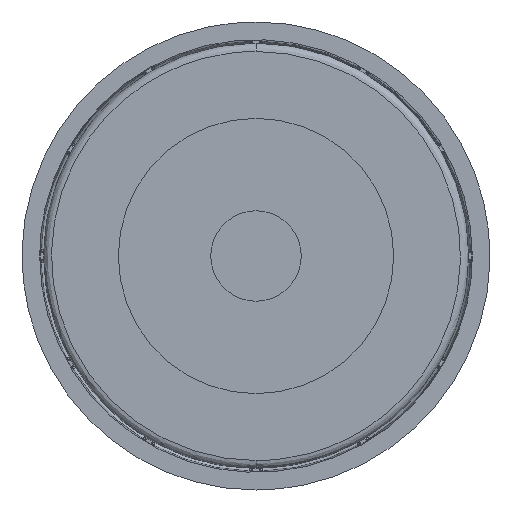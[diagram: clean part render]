
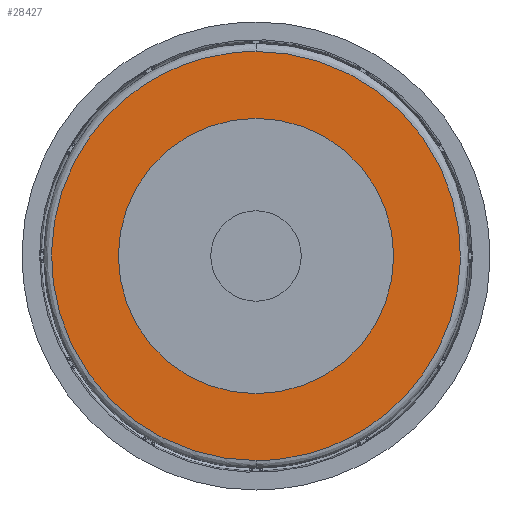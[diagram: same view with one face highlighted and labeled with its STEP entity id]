
A CAD part, front view. The second image highlights one B-rep face of the part: STEP entity #28427.
In plain terms, the highlighted planar face has unit normal (0, -1, 0).
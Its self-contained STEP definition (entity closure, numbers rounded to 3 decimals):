
#2065 = CARTESIAN_POINT ( 'NONE',  ( 0., -2., 35. ) ) ;
#3258 = CARTESIAN_POINT ( 'NONE',  ( 0., -2., 52. ) ) ;
#3367 = CARTESIAN_POINT ( 'NONE',  ( -104., -2., 52. ) ) ;
#3452 = CARTESIAN_POINT ( 'NONE',  ( -104., -2., -52. ) ) ;
#3735 = CARTESIAN_POINT ( 'NONE',  ( 0., -2., -52. ) ) ;
#3940 = ORIENTED_EDGE ( 'NONE', *, *, #28083, .F. ) ;
#4746 = VERTEX_POINT ( 'NONE', #41348 ) ;
#6461 = VERTEX_POINT ( 'NONE', #25310 ) ;
#8855 = EDGE_CURVE ( 'NONE', #6461, #51495, #26839, .T. ) ;
#11108 = DIRECTION ( 'NONE',  ( 0., 0., -1. ) ) ;
#11353 = DIRECTION ( 'NONE',  ( 0., -1., 0. ) ) ;
#11463 = PLANE ( 'NONE',  #47955 ) ;
#12151 = CARTESIAN_POINT ( 'NONE',  ( 35., -2., 0. ) ) ;
#12879 = EDGE_LOOP ( 'NONE', ( #37808, #66730 ) ) ;
#15475 = DIRECTION ( 'NONE',  ( 0., 0., -1. ) ) ;
#15568 = DIRECTION ( 'NONE',  ( 0., 1., 0. ) ) ;
#15661 = CARTESIAN_POINT ( 'NONE',  ( 0., -2., 0. ) ) ;
#17045 = AXIS2_PLACEMENT_3D ( 'NONE', #39380, #39284, #38856 ) ;
#22193 =( BOUNDED_CURVE ( )  B_SPLINE_CURVE ( 3, ( #3735, #3452, #3367, #3258 ),
 .UNSPECIFIED., .F., .F. ) 
 B_SPLINE_CURVE_WITH_KNOTS ( ( 4, 4 ),
 ( 0., 1. ),
 .UNSPECIFIED. ) 
 CURVE ( )  GEOMETRIC_REPRESENTATION_ITEM ( )  RATIONAL_B_SPLINE_CURVE ( ( 1., 0.333, 0.333, 1. ) ) 
 REPRESENTATION_ITEM ( '' )  );
#22920 = VERTEX_POINT ( 'NONE', #26797 ) ;
#25310 = CARTESIAN_POINT ( 'NONE',  ( 0., -2., -35. ) ) ;
#25869 = EDGE_CURVE ( 'NONE', #51495, #6461, #27720, .T. ) ;
#26080 = EDGE_CURVE ( 'NONE', #22920, #4746, #22193, .T. ) ;
#26797 = CARTESIAN_POINT ( 'NONE',  ( 0., -2., -52. ) ) ;
#26839 = CIRCLE ( 'NONE', #17045, 35. ) ;
#27720 = CIRCLE ( 'NONE', #69867, 35. ) ;
#28083 = EDGE_CURVE ( 'NONE', #4746, #22920, #34953, .T. ) ;
#28427 = ADVANCED_FACE ( 'NONE', ( #29991, #29900 ), #11463, .T. ) ;
#29900 = FACE_OUTER_BOUND ( 'NONE', #62359, .T. ) ;
#29991 = FACE_BOUND ( 'NONE', #12879, .T. ) ;
#34953 =( BOUNDED_CURVE ( )  B_SPLINE_CURVE ( 3, ( #43067, #43529, #42969, #42957 ),
 .UNSPECIFIED., .F., .F. ) 
 B_SPLINE_CURVE_WITH_KNOTS ( ( 4, 4 ),
 ( 0., 1. ),
 .UNSPECIFIED. ) 
 CURVE ( )  GEOMETRIC_REPRESENTATION_ITEM ( )  RATIONAL_B_SPLINE_CURVE ( ( 1., 0.333, 0.333, 1. ) ) 
 REPRESENTATION_ITEM ( '' )  );
#37808 = ORIENTED_EDGE ( 'NONE', *, *, #8855, .T. ) ;
#38856 = DIRECTION ( 'NONE',  ( 0., 0., -1. ) ) ;
#39284 = DIRECTION ( 'NONE',  ( 0., 1., 0. ) ) ;
#39380 = CARTESIAN_POINT ( 'NONE',  ( 0., -2., 0. ) ) ;
#41348 = CARTESIAN_POINT ( 'NONE',  ( 0., -2., 52. ) ) ;
#42957 = CARTESIAN_POINT ( 'NONE',  ( 0., -2., -52. ) ) ;
#42969 = CARTESIAN_POINT ( 'NONE',  ( 104., -2., -52. ) ) ;
#43067 = CARTESIAN_POINT ( 'NONE',  ( 0., -2., 52. ) ) ;
#43529 = CARTESIAN_POINT ( 'NONE',  ( 104., -2., 52. ) ) ;
#44307 = ORIENTED_EDGE ( 'NONE', *, *, #26080, .F. ) ;
#47955 = AXIS2_PLACEMENT_3D ( 'NONE', #12151, #11353, #11108 ) ;
#51495 = VERTEX_POINT ( 'NONE', #2065 ) ;
#62359 = EDGE_LOOP ( 'NONE', ( #44307, #3940 ) ) ;
#66730 = ORIENTED_EDGE ( 'NONE', *, *, #25869, .T. ) ;
#69867 = AXIS2_PLACEMENT_3D ( 'NONE', #15661, #15568, #15475 ) ;
